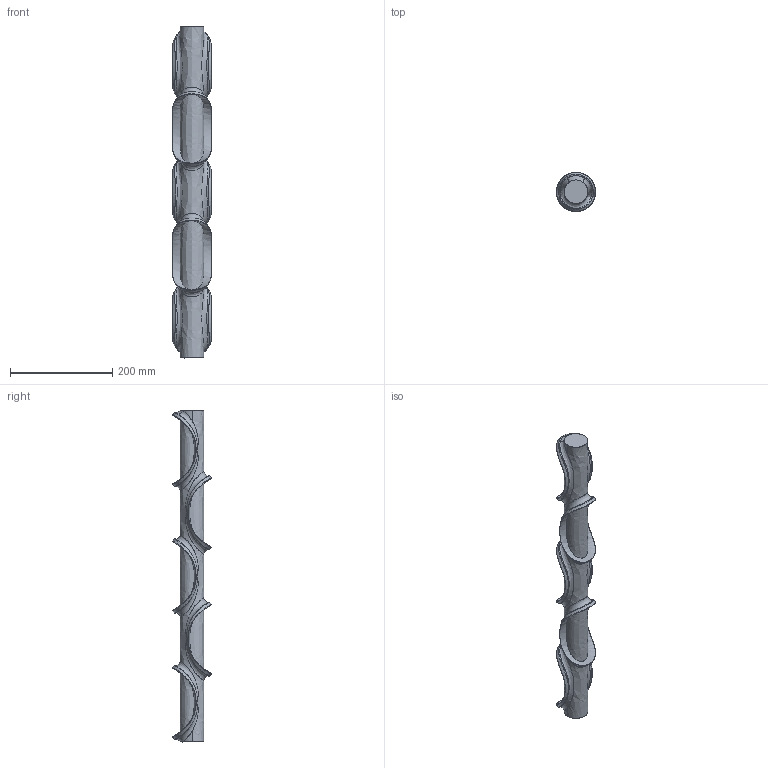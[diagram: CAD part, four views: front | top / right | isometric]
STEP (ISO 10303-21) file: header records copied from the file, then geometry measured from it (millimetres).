
FILE_DESCRIPTION((''),'2;1');
FILE_NAME('RODILLO 65CM X 13.5CM SERV.STP','2025-08-21T10:29:43',(''),(''),'STEP Write','Mastercam X5 ... CNC Software, Inc.','');
FILE_SCHEMA(('AUTOMOTIVE_DESIGN'));
Length unit declared in the file: millimetre
Products named in the file (1): None
Bounding box: 76.2 x 76.2 x 650 mm (x, y, z)
Surface area: 153648.4 mm2 (no closed solid volume)
Topology: 0 solids, 39 shells, 39 faces, 172 edges, 186 vertices
Faces by surface type: bspline 39
Entity records: 51692 total; most frequent: CARTESIAN_POINT 50507, STYLED_ITEM 252, ORIENTED_EDGE 135, EDGE_CURVE 113, B_SPLINE_CURVE_WITH_KNOTS 109, VERTEX_POINT 91, DIRECTION 72, EDGE_LOOP 44
